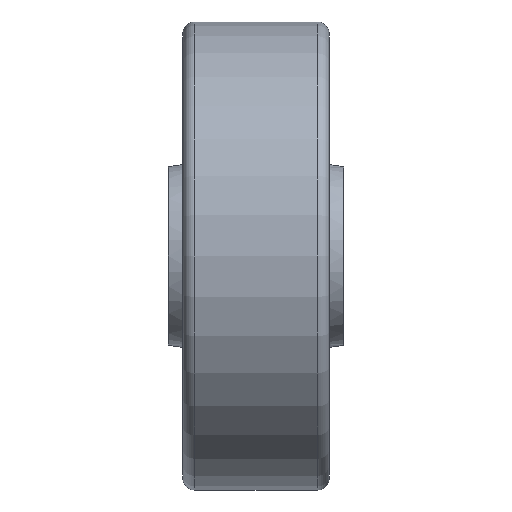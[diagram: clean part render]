
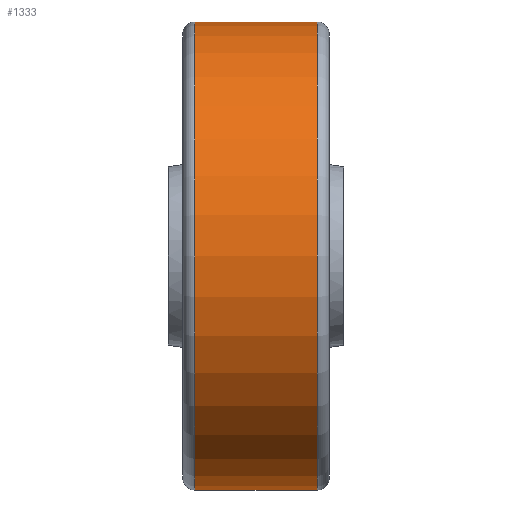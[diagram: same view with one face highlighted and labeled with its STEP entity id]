
A CAD part, front view. The second image highlights one B-rep face of the part: STEP entity #1333.
In plain terms, the highlighted cylindrical face has radius 80 mm (diameter 160 mm), a partial arc.
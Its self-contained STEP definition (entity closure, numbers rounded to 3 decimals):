
#285 = CARTESIAN_POINT ( 'NONE',  ( 0., 0., -80. ) ) ;
#742 = DIRECTION ( 'NONE',  ( 1., 0., 0. ) ) ;
#753 = VERTEX_POINT ( 'NONE', #1276 ) ;
#771 = EDGE_LOOP ( 'NONE', ( #6758, #5299, #3252, #5505 ) ) ;
#907 = CARTESIAN_POINT ( 'NONE',  ( -21., 0., 0. ) ) ;
#990 = DIRECTION ( 'NONE',  ( 0., 0., -1. ) ) ;
#1085 = EDGE_CURVE ( 'NONE', #5877, #753, #4078, .T. ) ;
#1276 = CARTESIAN_POINT ( 'NONE',  ( 21., 0., -80. ) ) ;
#1333 = ADVANCED_FACE ( 'NONE', ( #5589 ), #3403, .T. ) ;
#2059 = AXIS2_PLACEMENT_3D ( 'NONE', #2620, #5830, #990 ) ;
#2271 = VECTOR ( 'NONE', #5574, 1000. ) ;
#2550 = VERTEX_POINT ( 'NONE', #6728 ) ;
#2620 = CARTESIAN_POINT ( 'NONE',  ( 21., 0., 0. ) ) ;
#2937 = DIRECTION ( 'NONE',  ( 1., 0., 0. ) ) ;
#2947 = LINE ( 'NONE', #3409, #2271 ) ;
#3071 = DIRECTION ( 'NONE',  ( 1., 0., 0. ) ) ;
#3252 = ORIENTED_EDGE ( 'NONE', *, *, #1085, .T. ) ;
#3403 = CYLINDRICAL_SURFACE ( 'NONE', #6088, 80. ) ;
#3409 = CARTESIAN_POINT ( 'NONE',  ( 0., 0., 80. ) ) ;
#3454 = CIRCLE ( 'NONE', #6065, 80. ) ;
#3885 = EDGE_CURVE ( 'NONE', #2550, #5877, #3454, .T. ) ;
#4078 = LINE ( 'NONE', #285, #6753 ) ;
#4219 = DIRECTION ( 'NONE',  ( 0., 0., 1. ) ) ;
#4337 = CIRCLE ( 'NONE', #2059, 80. ) ;
#5078 = EDGE_CURVE ( 'NONE', #753, #6982, #4337, .T. ) ;
#5155 = CARTESIAN_POINT ( 'NONE',  ( 0., 0., 0. ) ) ;
#5299 = ORIENTED_EDGE ( 'NONE', *, *, #3885, .T. ) ;
#5320 = CARTESIAN_POINT ( 'NONE',  ( -21., 0., -80. ) ) ;
#5505 = ORIENTED_EDGE ( 'NONE', *, *, #5078, .T. ) ;
#5574 = DIRECTION ( 'NONE',  ( 1., 0., 0. ) ) ;
#5589 = FACE_OUTER_BOUND ( 'NONE', #771, .T. ) ;
#5830 = DIRECTION ( 'NONE',  ( -1., 0., 0. ) ) ;
#5877 = VERTEX_POINT ( 'NONE', #5320 ) ;
#6017 = CARTESIAN_POINT ( 'NONE',  ( 21., 0., 80. ) ) ;
#6065 = AXIS2_PLACEMENT_3D ( 'NONE', #907, #3071, #4219 ) ;
#6088 = AXIS2_PLACEMENT_3D ( 'NONE', #5155, #742, #6182 ) ;
#6182 = DIRECTION ( 'NONE',  ( 0., 0., -1. ) ) ;
#6190 = EDGE_CURVE ( 'NONE', #2550, #6982, #2947, .T. ) ;
#6728 = CARTESIAN_POINT ( 'NONE',  ( -21., 0., 80. ) ) ;
#6753 = VECTOR ( 'NONE', #2937, 1000. ) ;
#6758 = ORIENTED_EDGE ( 'NONE', *, *, #6190, .F. ) ;
#6982 = VERTEX_POINT ( 'NONE', #6017 ) ;
